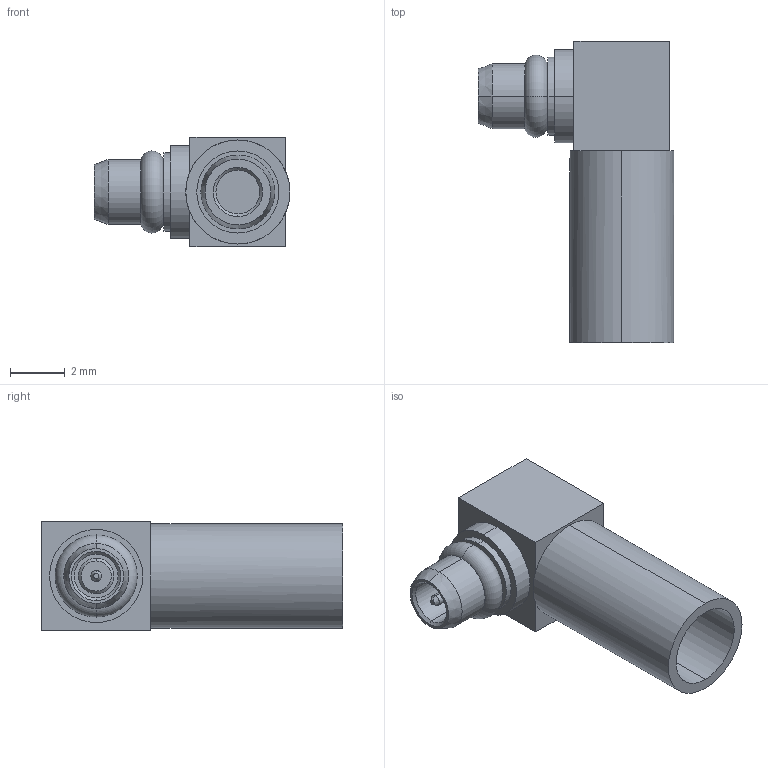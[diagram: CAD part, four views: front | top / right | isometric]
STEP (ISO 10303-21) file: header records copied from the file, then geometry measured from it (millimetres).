
FILE_DESCRIPTION (( 'STEP AP203' ), '1' );
FILE_NAME ('3.14.016#MMCX RA PLUG FOR RG316U CABLE#MMCXMRA.P.DK.HT.STEP', '2021-11-16T07:58:16', ( 'admin' ), ( '' ), 'SwSTEP 2.0', 'SolidWorks 2015', '' );
FILE_SCHEMA (( 'CONFIG_CONTROL_DESIGN' ));
Length unit declared in the file: millimetre
Products named in the file (1): 3.14.016#MMCX RA PLUG FOR RG316U CABLE#MMCXMRA.P.DK.HT
Bounding box: 7.15 x 11 x 4 mm (x, y, z)
Volume: 120.5 mm3; surface area: 358.2 mm2
Topology: 1 solids, 1 shells, 63 faces, 128 edges, 80 vertices
Faces by surface type: cylinder 26, plane 23, cone 12, torus 2
Entity records: 1745 total; most frequent: DIRECTION 330, CARTESIAN_POINT 272, ORIENTED_EDGE 256, AXIS2_PLACEMENT_3D 138, EDGE_CURVE 128, VERTEX_POINT 80, EDGE_LOOP 76, CIRCLE 74
